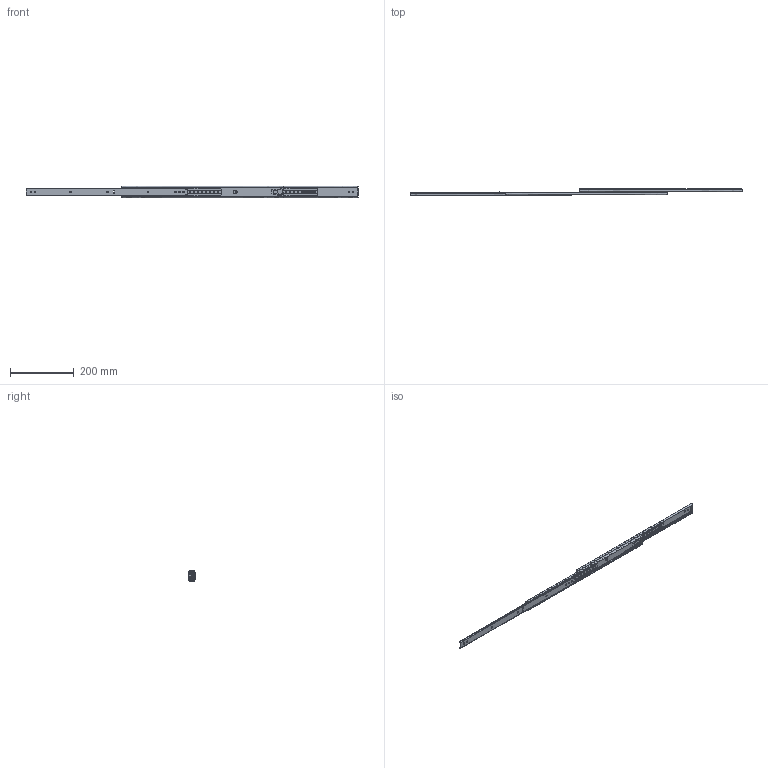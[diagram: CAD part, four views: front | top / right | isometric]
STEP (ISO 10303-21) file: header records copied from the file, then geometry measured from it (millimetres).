
FILE_DESCRIPTION((''),'2;1');
FILE_NAME('','2005-12-14T15:56:31',(''),(''),'','CADfix','');
FILE_SCHEMA(('AUTOMOTIVE_DESIGN'));
Length unit declared in the file: millimetre
Products named in the file (8): ball; retainer_2; retainer_1; member_D; member_C; member_B; member_A; TM_168_20_27137_36
Assembly tree (114 placements, depth 2):
  TM_168_20_27137_36
    ball  x108
    retainer_2
    retainer_1
    member_D
    member_C
    member_B
    member_A
Bounding box: 1038 x 19.1 x 35.3 mm (x, y, z)
Volume: 123536.1 mm3; surface area: 206914.4 mm2
Topology: 114 solids, 114 shells, 1896 faces, 5528 edges, 3967 vertices
Faces by surface type: bspline 1896
Entity records: 61205 total; most frequent: CARTESIAN_POINT 29010, ORIENTED_EDGE 10628, EDGE_CURVE 5314, QUASI_UNIFORM_CURVE 3958, VERTEX_POINT 3753, EDGE_LOOP 2151, FACE_OUTER_BOUND 1682, ADVANCED_FACE 1682
